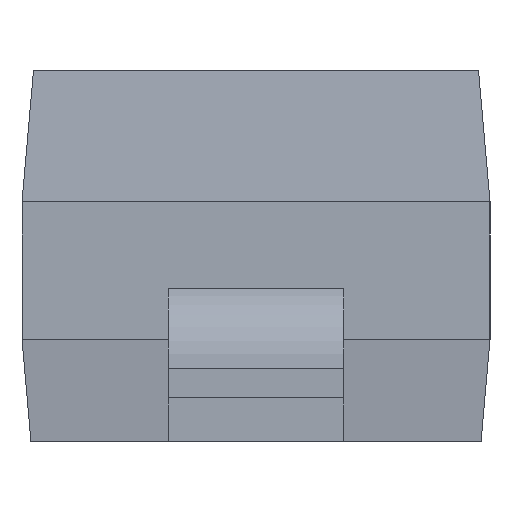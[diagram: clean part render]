
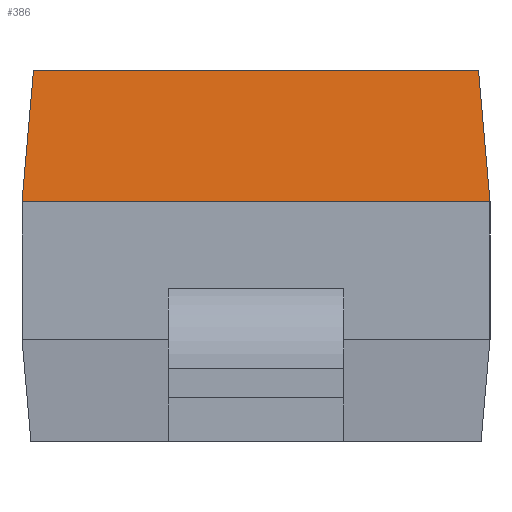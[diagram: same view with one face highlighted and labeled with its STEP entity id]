
A CAD part, left-side view. The second image highlights one B-rep face of the part: STEP entity #386.
In plain terms, the highlighted planar face has unit normal (-0.996, 0, 0.087).
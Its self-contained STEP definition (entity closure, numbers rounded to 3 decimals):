
#139 = VERTEX_POINT('',#140);
#140 = CARTESIAN_POINT('',(-1.375,-0.765,0.82));
#146 = EDGE_CURVE('',#139,#147,#149,.T.);
#147 = VERTEX_POINT('',#148);
#148 = CARTESIAN_POINT('',(-1.375,0.835,0.82));
#149 = LINE('',#150,#151);
#150 = CARTESIAN_POINT('',(-1.375,0.835,0.82));
#151 = VECTOR('',#152,1.);
#152 = DIRECTION('',(0.,1.,0.));
#386 = ADVANCED_FACE('',(#387),#412,.T.);
#387 = FACE_BOUND('',#388,.T.);
#388 = EDGE_LOOP('',(#389,#397,#398,#406));
#389 = ORIENTED_EDGE('',*,*,#390,.F.);
#390 = EDGE_CURVE('',#147,#391,#393,.T.);
#391 = VERTEX_POINT('',#392);
#392 = CARTESIAN_POINT('',(-1.336,0.796,1.27));
#393 = LINE('',#394,#395);
#394 = CARTESIAN_POINT('',(-1.336,0.796,1.267
    ));
#395 = VECTOR('',#396,1.);
#396 = DIRECTION('',(0.087,-0.087,
    0.992));
#397 = ORIENTED_EDGE('',*,*,#146,.F.);
#398 = ORIENTED_EDGE('',*,*,#399,.F.);
#399 = EDGE_CURVE('',#400,#139,#402,.T.);
#400 = VERTEX_POINT('',#401);
#401 = CARTESIAN_POINT('',(-1.336,-0.726,1.27));
#402 = LINE('',#403,#404);
#403 = CARTESIAN_POINT('',(-1.315,-0.705,
    1.504));
#404 = VECTOR('',#405,1.);
#405 = DIRECTION('',(-0.087,-0.087,
    -0.992));
#406 = ORIENTED_EDGE('',*,*,#407,.F.);
#407 = EDGE_CURVE('',#391,#400,#408,.T.);
#408 = LINE('',#409,#410);
#409 = CARTESIAN_POINT('',(-1.336,-0.765,1.27));
#410 = VECTOR('',#411,1.);
#411 = DIRECTION('',(0.,-1.,0.));
#412 = PLANE('',#413);
#413 = AXIS2_PLACEMENT_3D('',#414,#415,#416);
#414 = CARTESIAN_POINT('',(-1.336,0.835,1.27));
#415 = DIRECTION('',(-0.996,0.,
    0.087));
#416 = DIRECTION('',(0.087,0.,
    0.996));
